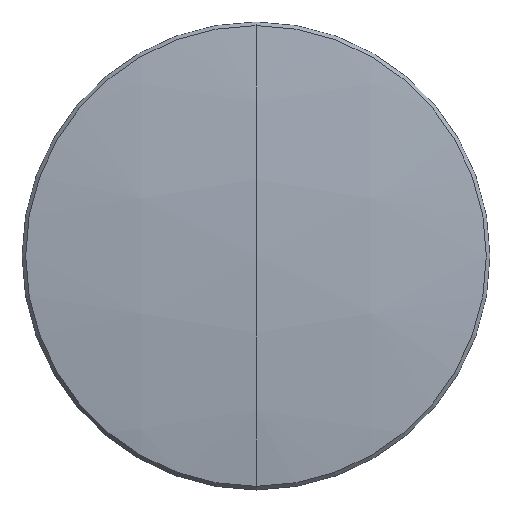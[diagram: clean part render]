
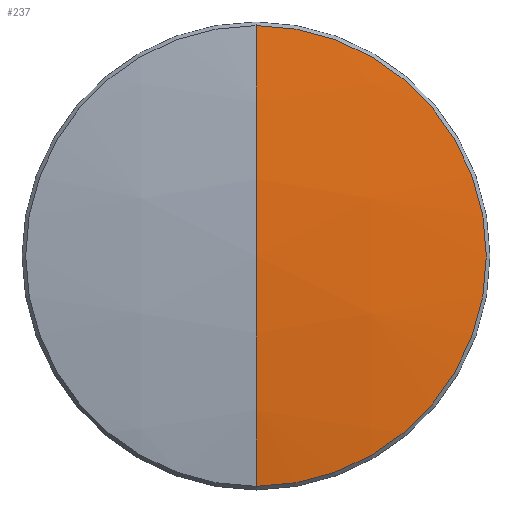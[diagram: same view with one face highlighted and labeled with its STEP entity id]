
A CAD part, top view. The second image highlights one B-rep face of the part: STEP entity #237.
In plain terms, the highlighted spherical face has radius 86.77 mm.
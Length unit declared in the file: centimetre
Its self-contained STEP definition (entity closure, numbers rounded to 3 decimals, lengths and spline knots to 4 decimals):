
#6 = DIRECTION ( 'NONE',  ( 0., 1., 0. ) ) ;
#7 = EDGE_CURVE ( 'NONE', #261, #111, #200, .T. ) ;
#8 = CIRCLE ( 'NONE', #270, 8.677 ) ;
#17 = CARTESIAN_POINT ( 'NONE',  ( 0., 0., -8.5305 ) ) ;
#26 = DIRECTION ( 'NONE',  ( 0., 1., 0. ) ) ;
#44 = DIRECTION ( 'NONE',  ( 0., 1., 0. ) ) ;
#52 = CARTESIAN_POINT ( 'NONE',  ( 0., 0., -8.5305 ) ) ;
#54 = CARTESIAN_POINT ( 'NONE',  ( 0., -1.2502, 0.056 ) ) ;
#56 = CIRCLE ( 'NONE', #183, 8.677 ) ;
#70 = DIRECTION ( 'NONE',  ( 1., 0., 0. ) ) ;
#73 = DIRECTION ( 'NONE',  ( 0., 0., 1. ) ) ;
#76 = DIRECTION ( 'NONE',  ( -1., 0., 0. ) ) ;
#81 = EDGE_LOOP ( 'NONE', ( #97, #276, #234 ) ) ;
#97 = ORIENTED_EDGE ( 'NONE', *, *, #285, .F. ) ;
#101 = CARTESIAN_POINT ( 'NONE',  ( 0., 0., -8.5305 ) ) ;
#105 = CARTESIAN_POINT ( 'NONE',  ( 0., 0., 0.056 ) ) ;
#111 = VERTEX_POINT ( 'NONE', #181 ) ;
#131 = AXIS2_PLACEMENT_3D ( 'NONE', #105, #269, #6 ) ;
#137 = VERTEX_POINT ( 'NONE', #201 ) ;
#155 = EDGE_CURVE ( 'NONE', #137, #261, #56, .T. ) ;
#171 = FACE_OUTER_BOUND ( 'NONE', #81, .T. ) ;
#181 = CARTESIAN_POINT ( 'NONE',  ( 0., 1.2502, 0.056 ) ) ;
#183 = AXIS2_PLACEMENT_3D ( 'NONE', #17, #70, #44 ) ;
#193 = SPHERICAL_SURFACE ( 'NONE', #249, 8.677 ) ;
#200 = CIRCLE ( 'NONE', #131, 1.2502 ) ;
#201 = CARTESIAN_POINT ( 'NONE',  ( 0., 0., 0.1465 ) ) ;
#212 = DIRECTION ( 'NONE',  ( 1., 0., 0. ) ) ;
#234 = ORIENTED_EDGE ( 'NONE', *, *, #7, .T. ) ;
#237 = ADVANCED_FACE ( 'NONE', ( #171 ), #193, .T. ) ;
#249 = AXIS2_PLACEMENT_3D ( 'NONE', #101, #212, #26 ) ;
#261 = VERTEX_POINT ( 'NONE', #54 ) ;
#269 = DIRECTION ( 'NONE',  ( 0., 0., 1. ) ) ;
#270 = AXIS2_PLACEMENT_3D ( 'NONE', #52, #76, #73 ) ;
#276 = ORIENTED_EDGE ( 'NONE', *, *, #155, .T. ) ;
#285 = EDGE_CURVE ( 'NONE', #137, #111, #8, .T. ) ;
